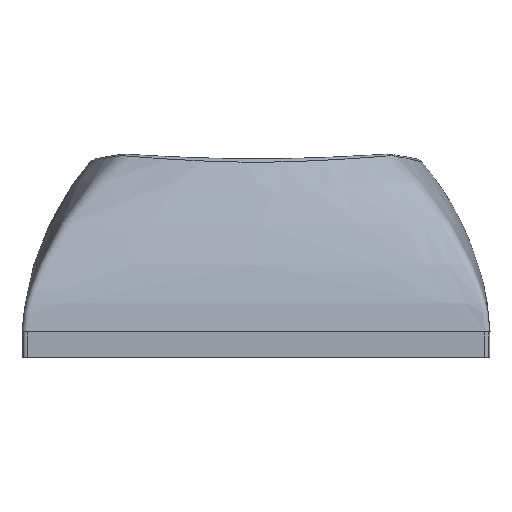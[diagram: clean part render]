
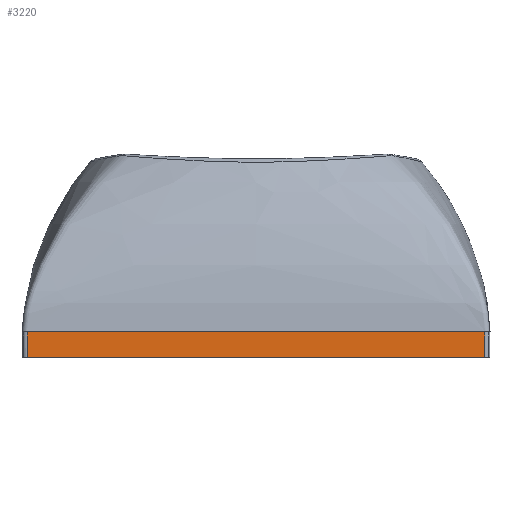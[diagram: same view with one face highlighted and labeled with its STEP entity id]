
A CAD part, left-side view. The second image highlights one B-rep face of the part: STEP entity #3220.
In plain terms, the highlighted planar face has unit normal (-1, 0, 0).
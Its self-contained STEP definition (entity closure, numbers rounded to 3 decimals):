
#2683=CARTESIAN_POINT('',(1267.524,-379.747,-6.324));
#2684=VERTEX_POINT('',#2683);
#2713=CARTESIAN_POINT('',(1267.524,-397.547,-6.324));
#2714=VERTEX_POINT('',#2713);
#2715=CARTESIAN_POINT('',(1267.524,-379.747,-6.324));
#2716=DIRECTION('',(0.,-1.,0.));
#2717=VECTOR('',#2716,17.8);
#2718=LINE('',#2715,#2717);
#2719=EDGE_CURVE('',#2684,#2714,#2718,.T.);
#3108=CARTESIAN_POINT('',(1267.524,-397.547,-7.324));
#3109=VERTEX_POINT('',#3108);
#3117=CARTESIAN_POINT('',(1267.524,-379.747,-7.324));
#3118=VERTEX_POINT('',#3117);
#3119=CARTESIAN_POINT('',(1267.524,-379.747,-7.324));
#3120=DIRECTION('',(0.,-1.,0.));
#3121=VECTOR('',#3120,17.8);
#3122=LINE('',#3119,#3121);
#3123=EDGE_CURVE('',#3118,#3109,#3122,.T.);
#3199=CARTESIAN_POINT('',(1267.524,-379.547,-7.324));
#3200=DIRECTION('',(-1.,0.,0.));
#3201=DIRECTION('',(0.,-1.,0.));
#3202=AXIS2_PLACEMENT_3D('',#3199,#3200,#3201);
#3203=PLANE('',#3202);
#3204=CARTESIAN_POINT('',(1267.524,-397.547,-6.324));
#3205=DIRECTION('',(-0.,-0.,-1.));
#3206=VECTOR('',#3205,1.);
#3207=LINE('',#3204,#3206);
#3208=EDGE_CURVE('',#2714,#3109,#3207,.T.);
#3209=ORIENTED_EDGE('',*,*,#3208,.F.);
#3210=ORIENTED_EDGE('',*,*,#2719,.F.);
#3211=CARTESIAN_POINT('',(1267.524,-379.747,-7.324));
#3212=DIRECTION('',(0.,0.,1.));
#3213=VECTOR('',#3212,1.);
#3214=LINE('',#3211,#3213);
#3215=EDGE_CURVE('',#3118,#2684,#3214,.T.);
#3216=ORIENTED_EDGE('',*,*,#3215,.F.);
#3217=ORIENTED_EDGE('',*,*,#3123,.T.);
#3218=EDGE_LOOP('',(#3209,#3210,#3216,#3217));
#3219=FACE_BOUND('',#3218,.T.);
#3220=ADVANCED_FACE('',(#3219),#3203,.T.);
